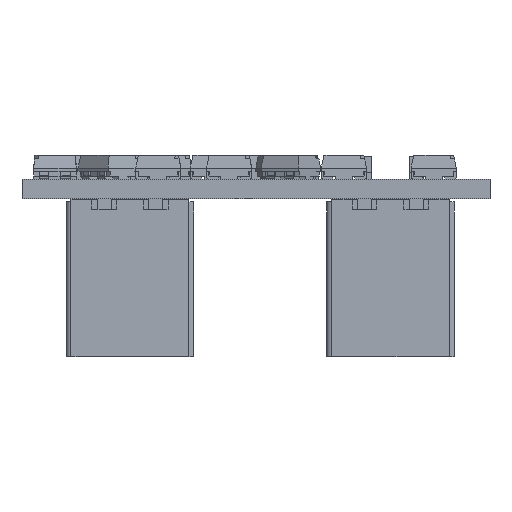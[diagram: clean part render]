
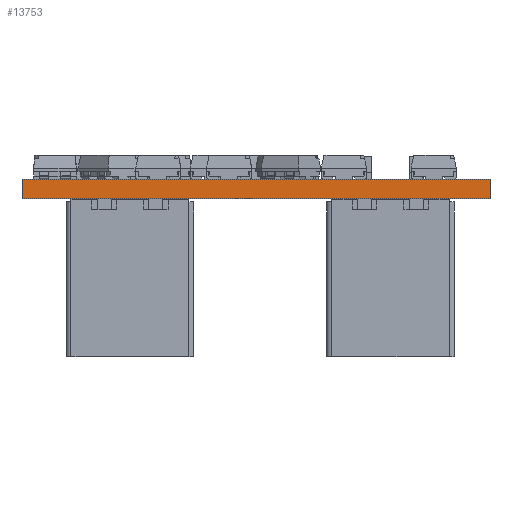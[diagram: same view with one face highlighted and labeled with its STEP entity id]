
A CAD part, front view. The second image highlights one B-rep face of the part: STEP entity #13753.
In plain terms, the highlighted planar face has unit normal (0, -1, 0).
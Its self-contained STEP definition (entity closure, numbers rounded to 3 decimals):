
#13753 = ADVANCED_FACE('',(#13754),#13768,.F.);
#13754 = FACE_BOUND('',#13755,.F.);
#13755 = EDGE_LOOP('',(#13756,#13791,#13819,#13847));
#13756 = ORIENTED_EDGE('',*,*,#13757,.T.);
#13757 = EDGE_CURVE('',#13758,#13760,#13762,.T.);
#13758 = VERTEX_POINT('',#13759);
#13759 = CARTESIAN_POINT('',(120.634,-184.388,0.));
#13760 = VERTEX_POINT('',#13761);
#13761 = CARTESIAN_POINT('',(120.634,-184.388,1.6));
#13762 = SURFACE_CURVE('',#13763,(#13767,#13779),.PCURVE_S1.);
#13763 = LINE('',#13764,#13765);
#13764 = CARTESIAN_POINT('',(120.634,-184.388,0.));
#13765 = VECTOR('',#13766,1.);
#13766 = DIRECTION('',(0.,0.,1.));
#13767 = PCURVE('',#13768,#13773);
#13768 = PLANE('',#13769);
#13769 = AXIS2_PLACEMENT_3D('',#13770,#13771,#13772);
#13770 = CARTESIAN_POINT('',(120.634,-184.388,0.));
#13771 = DIRECTION('',(0.,1.,0.));
#13772 = DIRECTION('',(1.,0.,0.));
#13773 = DEFINITIONAL_REPRESENTATION('',(#13774),#13778);
#13774 = LINE('',#13775,#13776);
#13775 = CARTESIAN_POINT('',(0.,0.));
#13776 = VECTOR('',#13777,1.);
#13777 = DIRECTION('',(0.,-1.));
#13778 = ( GEOMETRIC_REPRESENTATION_CONTEXT(2) 
PARAMETRIC_REPRESENTATION_CONTEXT() REPRESENTATION_CONTEXT('2D SPACE',''
  ) );
#13779 = PCURVE('',#13780,#13785);
#13780 = PLANE('',#13781);
#13781 = AXIS2_PLACEMENT_3D('',#13782,#13783,#13784);
#13782 = CARTESIAN_POINT('',(120.634,-139.938,0.));
#13783 = DIRECTION('',(1.,0.,-0.));
#13784 = DIRECTION('',(0.,-1.,0.));
#13785 = DEFINITIONAL_REPRESENTATION('',(#13786),#13790);
#13786 = LINE('',#13787,#13788);
#13787 = CARTESIAN_POINT('',(44.45,0.));
#13788 = VECTOR('',#13789,1.);
#13789 = DIRECTION('',(0.,-1.));
#13790 = ( GEOMETRIC_REPRESENTATION_CONTEXT(2) 
PARAMETRIC_REPRESENTATION_CONTEXT() REPRESENTATION_CONTEXT('2D SPACE',''
  ) );
#13791 = ORIENTED_EDGE('',*,*,#13792,.T.);
#13792 = EDGE_CURVE('',#13760,#13793,#13795,.T.);
#13793 = VERTEX_POINT('',#13794);
#13794 = CARTESIAN_POINT('',(158.734,-184.388,1.6));
#13795 = SURFACE_CURVE('',#13796,(#13800,#13807),.PCURVE_S1.);
#13796 = LINE('',#13797,#13798);
#13797 = CARTESIAN_POINT('',(120.634,-184.388,1.6));
#13798 = VECTOR('',#13799,1.);
#13799 = DIRECTION('',(1.,0.,0.));
#13800 = PCURVE('',#13768,#13801);
#13801 = DEFINITIONAL_REPRESENTATION('',(#13802),#13806);
#13802 = LINE('',#13803,#13804);
#13803 = CARTESIAN_POINT('',(0.,-1.6));
#13804 = VECTOR('',#13805,1.);
#13805 = DIRECTION('',(1.,0.));
#13806 = ( GEOMETRIC_REPRESENTATION_CONTEXT(2) 
PARAMETRIC_REPRESENTATION_CONTEXT() REPRESENTATION_CONTEXT('2D SPACE',''
  ) );
#13807 = PCURVE('',#13808,#13813);
#13808 = PLANE('',#13809);
#13809 = AXIS2_PLACEMENT_3D('',#13810,#13811,#13812);
#13810 = CARTESIAN_POINT('',(142.337,-107.018,1.6));
#13811 = DIRECTION('',(0.,0.,1.));
#13812 = DIRECTION('',(1.,0.,-0.));
#13813 = DEFINITIONAL_REPRESENTATION('',(#13814),#13818);
#13814 = LINE('',#13815,#13816);
#13815 = CARTESIAN_POINT('',(-21.703,-77.37));
#13816 = VECTOR('',#13817,1.);
#13817 = DIRECTION('',(1.,0.));
#13818 = ( GEOMETRIC_REPRESENTATION_CONTEXT(2) 
PARAMETRIC_REPRESENTATION_CONTEXT() REPRESENTATION_CONTEXT('2D SPACE',''
  ) );
#13819 = ORIENTED_EDGE('',*,*,#13820,.F.);
#13820 = EDGE_CURVE('',#13821,#13793,#13823,.T.);
#13821 = VERTEX_POINT('',#13822);
#13822 = CARTESIAN_POINT('',(158.734,-184.388,0.));
#13823 = SURFACE_CURVE('',#13824,(#13828,#13835),.PCURVE_S1.);
#13824 = LINE('',#13825,#13826);
#13825 = CARTESIAN_POINT('',(158.734,-184.388,0.));
#13826 = VECTOR('',#13827,1.);
#13827 = DIRECTION('',(0.,0.,1.));
#13828 = PCURVE('',#13768,#13829);
#13829 = DEFINITIONAL_REPRESENTATION('',(#13830),#13834);
#13830 = LINE('',#13831,#13832);
#13831 = CARTESIAN_POINT('',(38.1,0.));
#13832 = VECTOR('',#13833,1.);
#13833 = DIRECTION('',(0.,-1.));
#13834 = ( GEOMETRIC_REPRESENTATION_CONTEXT(2) 
PARAMETRIC_REPRESENTATION_CONTEXT() REPRESENTATION_CONTEXT('2D SPACE',''
  ) );
#13835 = PCURVE('',#13836,#13841);
#13836 = PLANE('',#13837);
#13837 = AXIS2_PLACEMENT_3D('',#13838,#13839,#13840);
#13838 = CARTESIAN_POINT('',(158.734,-184.388,0.));
#13839 = DIRECTION('',(-1.,0.,0.));
#13840 = DIRECTION('',(0.,1.,0.));
#13841 = DEFINITIONAL_REPRESENTATION('',(#13842),#13846);
#13842 = LINE('',#13843,#13844);
#13843 = CARTESIAN_POINT('',(0.,0.));
#13844 = VECTOR('',#13845,1.);
#13845 = DIRECTION('',(0.,-1.));
#13846 = ( GEOMETRIC_REPRESENTATION_CONTEXT(2) 
PARAMETRIC_REPRESENTATION_CONTEXT() REPRESENTATION_CONTEXT('2D SPACE',''
  ) );
#13847 = ORIENTED_EDGE('',*,*,#13848,.F.);
#13848 = EDGE_CURVE('',#13758,#13821,#13849,.T.);
#13849 = SURFACE_CURVE('',#13850,(#13854,#13861),.PCURVE_S1.);
#13850 = LINE('',#13851,#13852);
#13851 = CARTESIAN_POINT('',(120.634,-184.388,0.));
#13852 = VECTOR('',#13853,1.);
#13853 = DIRECTION('',(1.,0.,0.));
#13854 = PCURVE('',#13768,#13855);
#13855 = DEFINITIONAL_REPRESENTATION('',(#13856),#13860);
#13856 = LINE('',#13857,#13858);
#13857 = CARTESIAN_POINT('',(0.,0.));
#13858 = VECTOR('',#13859,1.);
#13859 = DIRECTION('',(1.,0.));
#13860 = ( GEOMETRIC_REPRESENTATION_CONTEXT(2) 
PARAMETRIC_REPRESENTATION_CONTEXT() REPRESENTATION_CONTEXT('2D SPACE',''
  ) );
#13861 = PCURVE('',#13862,#13867);
#13862 = PLANE('',#13863);
#13863 = AXIS2_PLACEMENT_3D('',#13864,#13865,#13866);
#13864 = CARTESIAN_POINT('',(142.337,-107.018,0.));
#13865 = DIRECTION('',(0.,0.,1.));
#13866 = DIRECTION('',(1.,0.,-0.));
#13867 = DEFINITIONAL_REPRESENTATION('',(#13868),#13872);
#13868 = LINE('',#13869,#13870);
#13869 = CARTESIAN_POINT('',(-21.703,-77.37));
#13870 = VECTOR('',#13871,1.);
#13871 = DIRECTION('',(1.,0.));
#13872 = ( GEOMETRIC_REPRESENTATION_CONTEXT(2) 
PARAMETRIC_REPRESENTATION_CONTEXT() REPRESENTATION_CONTEXT('2D SPACE',''
  ) );
